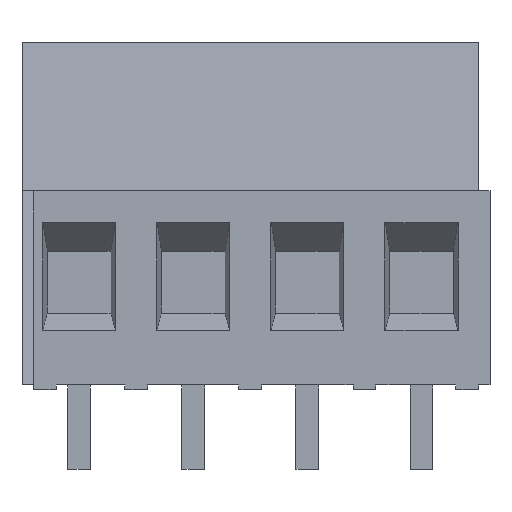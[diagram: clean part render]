
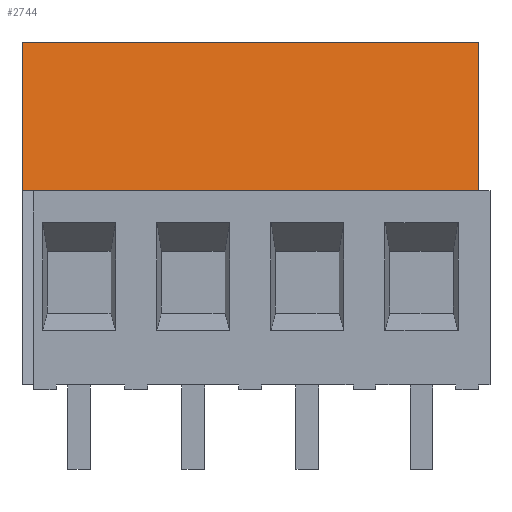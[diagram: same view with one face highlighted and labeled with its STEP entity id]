
A CAD part, front view. The second image highlights one B-rep face of the part: STEP entity #2744.
In plain terms, the highlighted planar face has unit normal (0, -0.991, 0.137).
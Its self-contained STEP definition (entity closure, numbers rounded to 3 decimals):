
#166=DIRECTION('',(0.,-0.137,-0.991));
#167=VECTOR('',#166,6.562);
#168=CARTESIAN_POINT('',(-10.,-2.75,0.));
#169=LINE('',#168,#167);
#178=DIRECTION('',(1.,0.,0.));
#179=VECTOR('',#178,0.5);
#180=CARTESIAN_POINT('',(-10.,-3.65,-6.5));
#181=LINE('',#180,#179);
#182=DIRECTION('',(1.,0.,0.));
#183=VECTOR('',#182,20.);
#184=CARTESIAN_POINT('',(-10.,-2.75,0.));
#185=LINE('',#184,#183);
#258=DIRECTION('',(1.,0.,0.));
#259=VECTOR('',#258,19.5);
#260=CARTESIAN_POINT('',(-9.5,-3.65,-6.5));
#261=LINE('',#260,#259);
#606=DIRECTION('',(0.,-0.137,-0.991));
#607=VECTOR('',#606,6.562);
#608=CARTESIAN_POINT('',(10.,-2.75,0.));
#609=LINE('',#608,#607);
#2120=CARTESIAN_POINT('',(-10.,-2.75,0.));
#2121=VERTEX_POINT('',#2120);
#2128=CARTESIAN_POINT('',(10.,-2.75,0.));
#2129=VERTEX_POINT('',#2128);
#2146=CARTESIAN_POINT('',(10.,-3.65,-6.5));
#2148=VERTEX_POINT('',#2146);
#2152=CARTESIAN_POINT('',(-10.,-3.65,-6.5));
#2154=VERTEX_POINT('',#2152);
#2162=CARTESIAN_POINT('',(-9.5,-3.65,-6.5));
#2163=VERTEX_POINT('',#2162);
#2729=CARTESIAN_POINT('',(-10.,-2.75,0.));
#2730=DIRECTION('',(0.,-0.991,0.137));
#2731=DIRECTION('',(0.,-0.137,-0.991));
#2732=AXIS2_PLACEMENT_3D('',#2729,#2730,#2731);
#2733=PLANE('',#2732);
#2734=ORIENTED_EDGE('',*,*,#2719,.F.);
#2735=ORIENTED_EDGE('',*,*,#2709,.F.);
#2737=ORIENTED_EDGE('',*,*,#2736,.T.);
#2739=ORIENTED_EDGE('',*,*,#2738,.T.);
#2741=ORIENTED_EDGE('',*,*,#2740,.F.);
#2742=EDGE_LOOP('',(#2734,#2735,#2737,#2739,#2741));
#2743=FACE_OUTER_BOUND('',#2742,.F.);
#2709=EDGE_CURVE('',#2121,#2154,#169,.T.);
#2719=EDGE_CURVE('',#2154,#2163,#181,.T.);
#2736=EDGE_CURVE('',#2121,#2129,#185,.T.);
#2738=EDGE_CURVE('',#2129,#2148,#609,.T.);
#2740=EDGE_CURVE('',#2163,#2148,#261,.T.);
#2744=ADVANCED_FACE('',(#2743),#2733,.T.);
